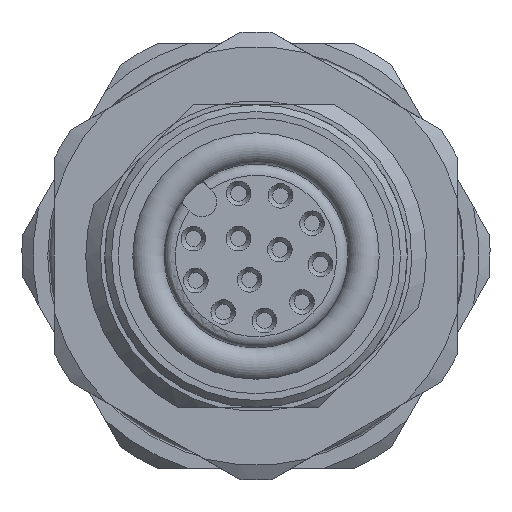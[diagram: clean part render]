
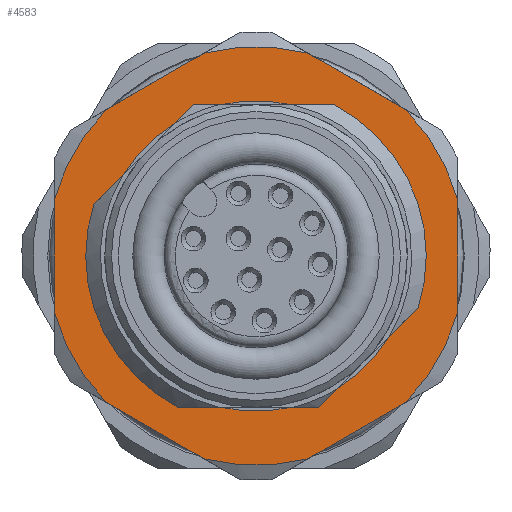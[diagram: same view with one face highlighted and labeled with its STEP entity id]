
A CAD part, left-side view. The second image highlights one B-rep face of the part: STEP entity #4583.
In plain terms, the highlighted planar face has unit normal (-1, 0, 0).
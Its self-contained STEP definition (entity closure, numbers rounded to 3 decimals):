
#221=PLANE('',#5906);
#1024=EDGE_LOOP('',(#3104,#3105,#3106,#3107,#3108,#3109,#3110,#3111,#3112,
#3113,#3114,#3115));
#1025=EDGE_LOOP('',(#3116,#3117,#3118,#3119,#3120,#3121,#3122,#3123,#3124,
#3125,#3126,#3127,#3128,#3129));
#1054=LINE('',#7537,#1430);
#1062=LINE('',#7554,#1438);
#1066=LINE('',#7571,#1442);
#1073=LINE('',#7584,#1449);
#1077=LINE('',#7602,#1453);
#1081=LINE('',#7619,#1457);
#1089=LINE('',#7636,#1465);
#1092=LINE('',#7650,#1468);
#1402=LINE('',#9348,#1778);
#1403=LINE('',#9352,#1779);
#1404=LINE('',#9356,#1780);
#1405=LINE('',#9360,#1781);
#1406=LINE('',#9364,#1782);
#1407=LINE('',#9368,#1783);
#1430=VECTOR('',#5968,1.);
#1438=VECTOR('',#5976,1.);
#1442=VECTOR('',#5982,1.);
#1449=VECTOR('',#5989,1.);
#1453=VECTOR('',#5995,1.);
#1457=VECTOR('',#5999,1.);
#1465=VECTOR('',#6009,1.);
#1468=VECTOR('',#6012,1.);
#1778=VECTOR('',#7392,1.);
#1779=VECTOR('',#7395,1.);
#1780=VECTOR('',#7398,1.);
#1781=VECTOR('',#7401,1.);
#1782=VECTOR('',#7404,1.);
#1783=VECTOR('',#7407,1.);
#3104=ORIENTED_EDGE('',*,*,#3921,.F.);
#3105=ORIENTED_EDGE('',*,*,#3922,.F.);
#3106=ORIENTED_EDGE('',*,*,#3923,.F.);
#3107=ORIENTED_EDGE('',*,*,#3924,.F.);
#3108=ORIENTED_EDGE('',*,*,#3925,.F.);
#3109=ORIENTED_EDGE('',*,*,#3926,.F.);
#3110=ORIENTED_EDGE('',*,*,#3927,.F.);
#3111=ORIENTED_EDGE('',*,*,#3928,.F.);
#3112=ORIENTED_EDGE('',*,*,#3929,.F.);
#3113=ORIENTED_EDGE('',*,*,#3930,.F.);
#3114=ORIENTED_EDGE('',*,*,#3931,.F.);
#3115=ORIENTED_EDGE('',*,*,#3932,.F.);
#3116=ORIENTED_EDGE('',*,*,#3933,.F.);
#3117=ORIENTED_EDGE('',*,*,#3264,.T.);
#3118=ORIENTED_EDGE('',*,*,#3285,.T.);
#3119=ORIENTED_EDGE('',*,*,#3934,.F.);
#3120=ORIENTED_EDGE('',*,*,#3278,.T.);
#3121=ORIENTED_EDGE('',*,*,#3260,.T.);
#3122=ORIENTED_EDGE('',*,*,#3305,.F.);
#3123=ORIENTED_EDGE('',*,*,#3935,.F.);
#3124=ORIENTED_EDGE('',*,*,#3310,.F.);
#3125=ORIENTED_EDGE('',*,*,#3291,.F.);
#3126=ORIENTED_EDGE('',*,*,#3936,.F.);
#3127=ORIENTED_EDGE('',*,*,#3297,.F.);
#3128=ORIENTED_EDGE('',*,*,#3256,.T.);
#3129=ORIENTED_EDGE('',*,*,#3272,.T.);
#3256=EDGE_CURVE('',#4831,#4832,#3983,.T.);
#3260=EDGE_CURVE('',#4835,#4836,#3985,.T.);
#3264=EDGE_CURVE('',#4839,#4840,#1054,.T.);
#3272=EDGE_CURVE('',#4832,#4847,#1062,.T.);
#3278=EDGE_CURVE('',#4852,#4835,#1066,.T.);
#3285=EDGE_CURVE('',#4840,#4857,#1073,.T.);
#3291=EDGE_CURVE('',#4862,#4863,#1077,.T.);
#3297=EDGE_CURVE('',#4831,#4868,#1081,.T.);
#3305=EDGE_CURVE('',#4875,#4836,#1089,.T.);
#3310=EDGE_CURVE('',#4863,#4879,#1092,.T.);
#3921=EDGE_CURVE('',#5314,#5315,#4238,.T.);
#3922=EDGE_CURVE('',#5316,#5314,#1402,.T.);
#3923=EDGE_CURVE('',#5317,#5316,#4239,.T.);
#3924=EDGE_CURVE('',#5318,#5317,#1403,.T.);
#3925=EDGE_CURVE('',#5319,#5318,#4240,.T.);
#3926=EDGE_CURVE('',#5320,#5319,#1404,.T.);
#3927=EDGE_CURVE('',#5321,#5320,#4241,.T.);
#3928=EDGE_CURVE('',#5322,#5321,#1405,.T.);
#3929=EDGE_CURVE('',#5323,#5322,#4242,.T.);
#3930=EDGE_CURVE('',#5324,#5323,#1406,.T.);
#3931=EDGE_CURVE('',#5325,#5324,#4243,.T.);
#3932=EDGE_CURVE('',#5315,#5325,#1407,.T.);
#3933=EDGE_CURVE('',#4839,#4847,#4244,.T.);
#3934=EDGE_CURVE('',#4852,#4857,#4245,.T.);
#3935=EDGE_CURVE('',#4879,#4875,#4246,.T.);
#3936=EDGE_CURVE('',#4868,#4862,#4247,.T.);
#3983=CIRCLE('',#5353,7.6);
#3985=CIRCLE('',#5356,7.6);
#4238=CIRCLE('',#5896,9.346);
#4239=CIRCLE('',#5897,9.346);
#4240=CIRCLE('',#5898,9.346);
#4241=CIRCLE('',#5899,9.346);
#4242=CIRCLE('',#5900,9.346);
#4243=CIRCLE('',#5901,9.346);
#4244=CIRCLE('',#5902,6.93);
#4245=CIRCLE('',#5903,6.93);
#4246=CIRCLE('',#5904,6.93);
#4247=CIRCLE('',#5905,6.93);
#4583=ADVANCED_FACE('',(#4823,#4824),#221,.F.);
#4823=FACE_BOUND('',#1024,.T.);
#4824=FACE_BOUND('',#1025,.T.);
#4831=VERTEX_POINT('',#7520);
#4832=VERTEX_POINT('',#7521);
#4835=VERTEX_POINT('',#7529);
#4836=VERTEX_POINT('',#7530);
#4839=VERTEX_POINT('',#7538);
#4840=VERTEX_POINT('',#7539);
#4847=VERTEX_POINT('',#7553);
#4852=VERTEX_POINT('',#7572);
#4857=VERTEX_POINT('',#7583);
#4862=VERTEX_POINT('',#7601);
#4863=VERTEX_POINT('',#7603);
#4868=VERTEX_POINT('',#7620);
#4875=VERTEX_POINT('',#7635);
#4879=VERTEX_POINT('',#7651);
#5314=VERTEX_POINT('',#9346);
#5315=VERTEX_POINT('',#9347);
#5316=VERTEX_POINT('',#9349);
#5317=VERTEX_POINT('',#9351);
#5318=VERTEX_POINT('',#9353);
#5319=VERTEX_POINT('',#9355);
#5320=VERTEX_POINT('',#9357);
#5321=VERTEX_POINT('',#9359);
#5322=VERTEX_POINT('',#9361);
#5323=VERTEX_POINT('',#9363);
#5324=VERTEX_POINT('',#9365);
#5325=VERTEX_POINT('',#9367);
#5353=AXIS2_PLACEMENT_3D('',#7519,#5952,#5953);
#5356=AXIS2_PLACEMENT_3D('',#7528,#5960,#5961);
#5896=AXIS2_PLACEMENT_3D('',#9345,#7390,#7391);
#5897=AXIS2_PLACEMENT_3D('',#9350,#7393,#7394);
#5898=AXIS2_PLACEMENT_3D('',#9354,#7396,#7397);
#5899=AXIS2_PLACEMENT_3D('',#9358,#7399,#7400);
#5900=AXIS2_PLACEMENT_3D('',#9362,#7402,#7403);
#5901=AXIS2_PLACEMENT_3D('',#9366,#7405,#7406);
#5902=AXIS2_PLACEMENT_3D('',#9369,#7408,#7409);
#5903=AXIS2_PLACEMENT_3D('',#9370,#7410,#7411);
#5904=AXIS2_PLACEMENT_3D('',#9371,#7412,#7413);
#5905=AXIS2_PLACEMENT_3D('',#9372,#7414,#7415);
#5906=AXIS2_PLACEMENT_3D('',#9373,#7416,#7417);
#5952=DIRECTION('',(1.,0.,0.));
#5953=DIRECTION('',(0.,0.,-1.));
#5960=DIRECTION('',(1.,0.,0.));
#5961=DIRECTION('',(0.,0.,-1.));
#5968=DIRECTION('',(0.,-0.707,0.707));
#5976=DIRECTION('',(0.,-0.707,0.707));
#5982=DIRECTION('',(0.,-1.,0.));
#5989=DIRECTION('',(0.,-1.,0.));
#5995=DIRECTION('',(0.,-1.,0.));
#5999=DIRECTION('',(0.,-1.,0.));
#6009=DIRECTION('',(0.,-0.707,0.707));
#6012=DIRECTION('',(0.,-0.707,0.707));
#7390=DIRECTION('',(1.,0.,0.));
#7391=DIRECTION('',(0.,-1.,0.));
#7392=DIRECTION('',(0.,0.,-1.));
#7393=DIRECTION('',(1.,0.,0.));
#7394=DIRECTION('',(0.,-1.,0.));
#7395=DIRECTION('',(0.,-0.866,-0.5));
#7396=DIRECTION('',(1.,0.,0.));
#7397=DIRECTION('',(0.,-1.,0.));
#7398=DIRECTION('',(0.,-0.866,0.5));
#7399=DIRECTION('',(1.,0.,0.));
#7400=DIRECTION('',(0.,-1.,0.));
#7401=DIRECTION('',(0.,0.,1.));
#7402=DIRECTION('',(1.,0.,0.));
#7403=DIRECTION('',(0.,-1.,0.));
#7404=DIRECTION('',(0.,0.866,0.5));
#7405=DIRECTION('',(1.,0.,0.));
#7406=DIRECTION('',(0.,-1.,0.));
#7407=DIRECTION('',(0.,0.866,-0.5));
#7408=DIRECTION('',(-1.,0.,0.));
#7409=DIRECTION('',(0.,0.,-1.));
#7410=DIRECTION('',(-1.,0.,0.));
#7411=DIRECTION('',(0.,0.,-1.));
#7412=DIRECTION('',(-1.,0.,0.));
#7413=DIRECTION('',(0.,0.,-1.));
#7414=DIRECTION('',(-1.,0.,0.));
#7415=DIRECTION('',(0.,0.,-1.));
#7416=DIRECTION('',(1.,0.,0.));
#7417=DIRECTION('',(0.,-1.,0.));
#7519=CARTESIAN_POINT('',(9.5,0.,0.));
#7520=CARTESIAN_POINT('',(9.5,3.492,-6.75));
#7521=CARTESIAN_POINT('',(9.5,7.243,2.303));
#7528=CARTESIAN_POINT('',(9.5,0.,0.));
#7529=CARTESIAN_POINT('',(9.5,-3.492,6.75));
#7530=CARTESIAN_POINT('',(9.5,-7.243,-2.303));
#7537=CARTESIAN_POINT('',(9.5,8.835,0.711));
#7538=CARTESIAN_POINT('',(9.5,3.663,5.883));
#7539=CARTESIAN_POINT('',(9.5,2.796,6.75));
#7553=CARTESIAN_POINT('',(9.5,5.883,3.663));
#7554=CARTESIAN_POINT('',(9.5,8.835,0.711));
#7571=CARTESIAN_POINT('',(9.5,2.796,6.75));
#7572=CARTESIAN_POINT('',(9.5,-1.569,6.75));
#7583=CARTESIAN_POINT('',(9.5,1.569,6.75));
#7584=CARTESIAN_POINT('',(9.5,2.796,6.75));
#7601=CARTESIAN_POINT('',(9.5,-1.569,-6.75));
#7602=CARTESIAN_POINT('',(9.5,5.744,-6.75));
#7603=CARTESIAN_POINT('',(9.5,-2.796,-6.75));
#7619=CARTESIAN_POINT('',(9.5,5.744,-6.75));
#7620=CARTESIAN_POINT('',(9.5,1.569,-6.75));
#7635=CARTESIAN_POINT('',(9.5,-5.883,-3.663));
#7636=CARTESIAN_POINT('',(9.5,-2.796,-6.75));
#7650=CARTESIAN_POINT('',(9.5,-2.796,-6.75));
#7651=CARTESIAN_POINT('',(9.5,-3.663,-5.883));
#9345=CARTESIAN_POINT('',(9.5,0.,0.));
#9346=CARTESIAN_POINT('',(9.5,-9.,-2.521));
#9347=CARTESIAN_POINT('',(9.5,-6.683,-6.534));
#9348=CARTESIAN_POINT('',(9.5,-9.,4.359));
#9349=CARTESIAN_POINT('',(9.5,-9.,2.521));
#9350=CARTESIAN_POINT('',(9.5,0.,0.));
#9351=CARTESIAN_POINT('',(9.5,-6.683,6.534));
#9352=CARTESIAN_POINT('',(9.5,-0.725,9.974));
#9353=CARTESIAN_POINT('',(9.5,-2.317,9.055));
#9354=CARTESIAN_POINT('',(9.5,0.,0.));
#9355=CARTESIAN_POINT('',(9.5,2.317,9.055));
#9356=CARTESIAN_POINT('',(9.5,8.275,5.615));
#9357=CARTESIAN_POINT('',(9.5,6.683,6.534));
#9358=CARTESIAN_POINT('',(9.5,0.,0.));
#9359=CARTESIAN_POINT('',(9.5,9.,2.521));
#9360=CARTESIAN_POINT('',(9.5,9.,-4.359));
#9361=CARTESIAN_POINT('',(9.5,9.,-2.521));
#9362=CARTESIAN_POINT('',(9.5,0.,0.));
#9363=CARTESIAN_POINT('',(9.5,6.683,-6.534));
#9364=CARTESIAN_POINT('',(9.5,0.725,-9.974));
#9365=CARTESIAN_POINT('',(9.5,2.317,-9.055));
#9366=CARTESIAN_POINT('',(9.5,0.,0.));
#9367=CARTESIAN_POINT('',(9.5,-2.317,-9.055));
#9368=CARTESIAN_POINT('',(9.5,-8.275,-5.615));
#9369=CARTESIAN_POINT('',(9.5,0.,0.));
#9370=CARTESIAN_POINT('',(9.5,0.,0.));
#9371=CARTESIAN_POINT('',(9.5,0.,0.));
#9372=CARTESIAN_POINT('',(9.5,0.,0.));
#9373=CARTESIAN_POINT('',(9.5,0.,0.));
